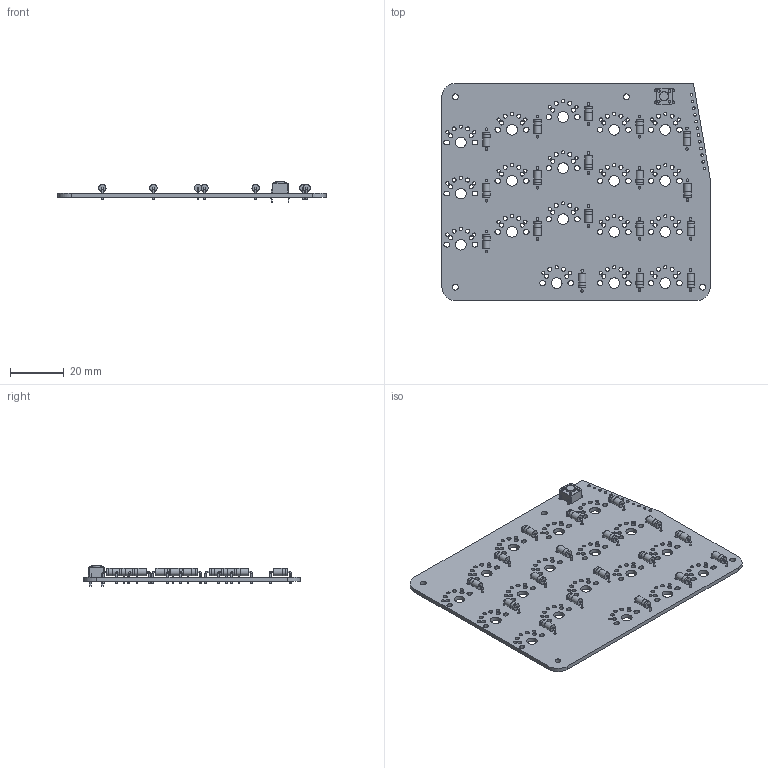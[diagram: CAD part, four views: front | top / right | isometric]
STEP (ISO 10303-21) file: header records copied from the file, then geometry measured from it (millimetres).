
FILE_DESCRIPTION(('KiCad electronic assembly'),'2;1');
FILE_NAME('le broke.step','2025-06-04T14:54:00',('Pcbnew'),('Kicad'), 'Open CASCADE STEP processor 7.8','KiCad to STEP converter','Unknown' );
FILE_SCHEMA(('AUTOMOTIVE_DESIGN { 1 0 10303 214 1 1 1 1 }'));
Length unit declared in the file: millimetre
Products named in the file (4): le broke 1; D_A-405_P7.62mm_Horizontal; SW_PUSH_6mm; le broke_PCB
Assembly tree (20 placements, depth 2):
  le broke 1
    D_A-405_P7.62mm_Horizontal  x18
    SW_PUSH_6mm
    le broke_PCB
Bounding box: 100.03 x 80.97 x 7.8 mm (x, y, z)
Volume: 11895.6 mm3; surface area: 18662.4 mm2
Topology: 20 solids, 20 shells, 731 faces, 1753 edges, 1139 vertices
Faces by surface type: cylinder 514, plane 180, torus 37
Full cylindrical faces by diameter (mm): 0.6 x72, 0.9 x36, 1 x16, 1.1 x4, 1.2 x54, 1.524 x72, 2.2 x4, 2.7 x36, 2.72 x18, 3.5 x1, 3.988 x18
Entity records: 17962 total; most frequent: DIRECTION 3146, CARTESIAN_POINT 2760, ORIENTED_EDGE 2724, EDGE_CURVE 1362, AXIS2_PLACEMENT_3D 1287, FACE_BOUND 957, EDGE_LOOP 957, VERTEX_POINT 901
